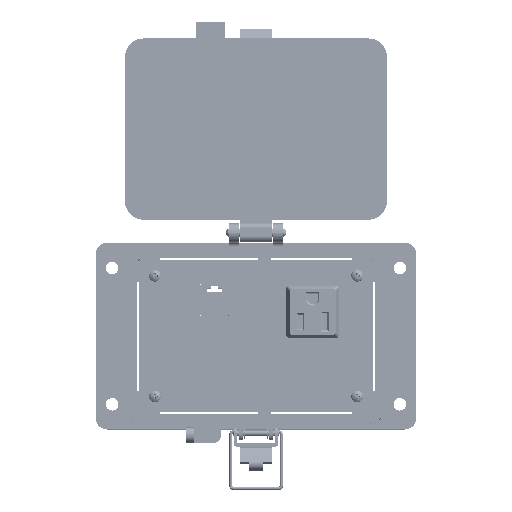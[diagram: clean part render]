
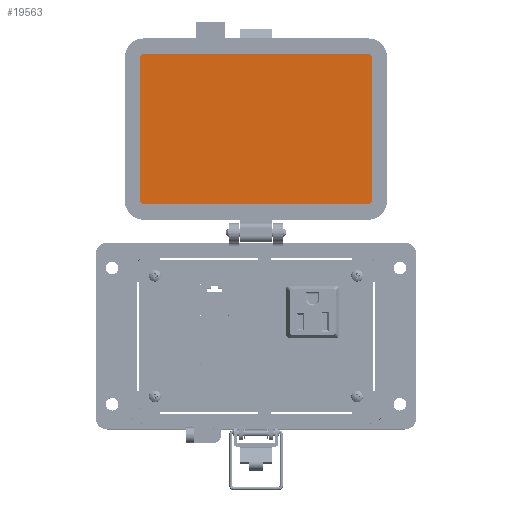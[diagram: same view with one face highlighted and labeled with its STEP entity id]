
A CAD part, top view. The second image highlights one B-rep face of the part: STEP entity #19563.
In plain terms, the highlighted planar face has unit normal (0, 0, 1).
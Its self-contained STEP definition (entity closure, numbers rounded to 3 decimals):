
#986 = CIRCLE ( 'NONE', #48594, 1.785 ) ;
#2497 = ORIENTED_EDGE ( 'NONE', *, *, #6654, .F. ) ;
#2656 = DIRECTION ( 'NONE',  ( 0., -1., 0. ) ) ;
#4777 = CARTESIAN_POINT ( 'NONE',  ( 57.717, 143.334, 8.694 ) ) ;
#5819 = EDGE_CURVE ( 'NONE', #26076, #75161, #13587, .T. ) ;
#6654 = EDGE_CURVE ( 'NONE', #44810, #26076, #58314, .T. ) ;
#6738 = CARTESIAN_POINT ( 'NONE',  ( 57.717, 145.119, 8.694 ) ) ;
#7148 = ORIENTED_EDGE ( 'NONE', *, *, #45062, .F. ) ;
#10764 = ORIENTED_EDGE ( 'NONE', *, *, #5819, .F. ) ;
#10932 = ORIENTED_EDGE ( 'NONE', *, *, #80267, .F. ) ;
#11415 = DIRECTION ( 'NONE',  ( 0., 0., -1. ) ) ;
#12425 = CARTESIAN_POINT ( 'NONE',  ( -57.72, 145.119, 8.694 ) ) ;
#12790 = CARTESIAN_POINT ( 'NONE',  ( -57.72, 67.765, 8.694 ) ) ;
#13587 = LINE ( 'NONE', #69470, #56943 ) ;
#15111 = CARTESIAN_POINT ( 'NONE',  ( -57.72, 69.55, 8.694 ) ) ;
#15634 = VERTEX_POINT ( 'NONE', #22222 ) ;
#16993 = VERTEX_POINT ( 'NONE', #79261 ) ;
#17544 = VERTEX_POINT ( 'NONE', #12425 ) ;
#18797 = VECTOR ( 'NONE', #24538, 1000. ) ;
#19530 = ORIENTED_EDGE ( 'NONE', *, *, #49104, .F. ) ;
#19563 = ADVANCED_FACE ( 'NONE', ( #36597 ), #43604, .T. ) ;
#20197 = CARTESIAN_POINT ( 'NONE',  ( -59.505, 69.55, 8.694 ) ) ;
#20419 = CARTESIAN_POINT ( 'NONE',  ( 59.502, 69.55, 8.694 ) ) ;
#22222 = CARTESIAN_POINT ( 'NONE',  ( 57.717, 67.765, 8.694 ) ) ;
#23854 = EDGE_CURVE ( 'NONE', #16993, #55004, #34130, .T. ) ;
#24538 = DIRECTION ( 'NONE',  ( 1., 0., 0. ) ) ;
#24907 = CIRCLE ( 'NONE', #81790, 1.785 ) ;
#26076 = VERTEX_POINT ( 'NONE', #20197 ) ;
#26945 = CARTESIAN_POINT ( 'NONE',  ( 57.717, 69.55, 8.694 ) ) ;
#28868 = VECTOR ( 'NONE', #80753, 1000. ) ;
#29343 = DIRECTION ( 'NONE',  ( 0., 0., -1. ) ) ;
#30131 = DIRECTION ( 'NONE',  ( 0., -1., 0. ) ) ;
#31573 = LINE ( 'NONE', #6738, #18797 ) ;
#34130 = LINE ( 'NONE', #41164, #46119 ) ;
#34161 = EDGE_CURVE ( 'NONE', #17544, #58399, #31573, .T. ) ;
#35588 = AXIS2_PLACEMENT_3D ( 'NONE', #81070, #29343, #30131 ) ;
#35783 = CARTESIAN_POINT ( 'NONE',  ( -30.745, 145.119, 8.694 ) ) ;
#36597 = FACE_OUTER_BOUND ( 'NONE', #40051, .T. ) ;
#36886 = CIRCLE ( 'NONE', #35588, 1.785 ) ;
#37624 = EDGE_CURVE ( 'NONE', #75161, #17544, #36886, .T. ) ;
#40051 = EDGE_LOOP ( 'NONE', ( #78815, #10764, #2497, #10932, #7148, #67876, #19530, #74358 ) ) ;
#40353 = DIRECTION ( 'NONE',  ( 0., -1., 0. ) ) ;
#41164 = CARTESIAN_POINT ( 'NONE',  ( 59.502, 69.55, 8.694 ) ) ;
#43047 = LINE ( 'NONE', #12790, #28868 ) ;
#43604 = PLANE ( 'NONE',  #61743 ) ;
#44810 = VERTEX_POINT ( 'NONE', #45166 ) ;
#45062 = EDGE_CURVE ( 'NONE', #55004, #15634, #986, .T. ) ;
#45166 = CARTESIAN_POINT ( 'NONE',  ( -57.72, 67.765, 8.694 ) ) ;
#46119 = VECTOR ( 'NONE', #2656, 1000. ) ;
#48594 = AXIS2_PLACEMENT_3D ( 'NONE', #26945, #53839, #79125 ) ;
#49104 = EDGE_CURVE ( 'NONE', #58399, #16993, #24907, .T. ) ;
#51493 = CARTESIAN_POINT ( 'NONE',  ( -59.505, 143.334, 8.694 ) ) ;
#53574 = CARTESIAN_POINT ( 'NONE',  ( 57.717, 145.119, 8.694 ) ) ;
#53839 = DIRECTION ( 'NONE',  ( 0., 0., -1. ) ) ;
#55004 = VERTEX_POINT ( 'NONE', #20419 ) ;
#56943 = VECTOR ( 'NONE', #76118, 1000. ) ;
#58314 = CIRCLE ( 'NONE', #61005, 1.785 ) ;
#58399 = VERTEX_POINT ( 'NONE', #53574 ) ;
#61005 = AXIS2_PLACEMENT_3D ( 'NONE', #15111, #66033, #40353 ) ;
#61743 = AXIS2_PLACEMENT_3D ( 'NONE', #35783, #73857, #68856 ) ;
#66033 = DIRECTION ( 'NONE',  ( 0., 0., -1. ) ) ;
#67876 = ORIENTED_EDGE ( 'NONE', *, *, #23854, .F. ) ;
#68856 = DIRECTION ( 'NONE',  ( 0., -1., 0. ) ) ;
#69470 = CARTESIAN_POINT ( 'NONE',  ( -59.505, 143.334, 8.694 ) ) ;
#73857 = DIRECTION ( 'NONE',  ( 0., 0., 1. ) ) ;
#74358 = ORIENTED_EDGE ( 'NONE', *, *, #34161, .F. ) ;
#74755 = DIRECTION ( 'NONE',  ( 0., -1., 0. ) ) ;
#75161 = VERTEX_POINT ( 'NONE', #51493 ) ;
#76118 = DIRECTION ( 'NONE',  ( 0., 1., 0. ) ) ;
#78815 = ORIENTED_EDGE ( 'NONE', *, *, #37624, .F. ) ;
#79125 = DIRECTION ( 'NONE',  ( 0., -1., 0. ) ) ;
#79261 = CARTESIAN_POINT ( 'NONE',  ( 59.502, 143.334, 8.694 ) ) ;
#80267 = EDGE_CURVE ( 'NONE', #15634, #44810, #43047, .T. ) ;
#80753 = DIRECTION ( 'NONE',  ( -1., 0., 0. ) ) ;
#81070 = CARTESIAN_POINT ( 'NONE',  ( -57.72, 143.334, 8.694 ) ) ;
#81790 = AXIS2_PLACEMENT_3D ( 'NONE', #4777, #11415, #74755 ) ;
